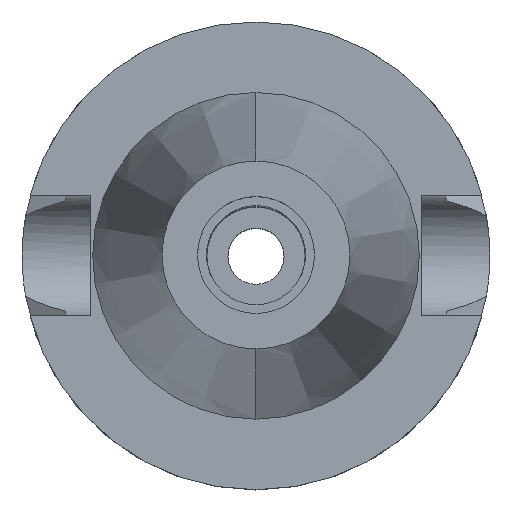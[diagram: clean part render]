
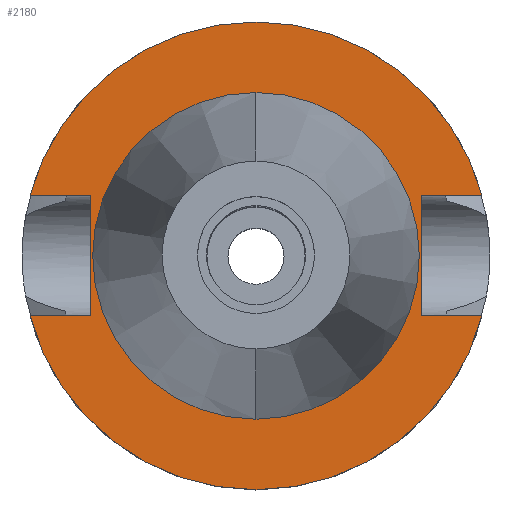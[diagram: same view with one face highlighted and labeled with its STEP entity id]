
A CAD part, top view. The second image highlights one B-rep face of the part: STEP entity #2180.
In plain terms, the highlighted planar face has unit normal (0, 0, 1).
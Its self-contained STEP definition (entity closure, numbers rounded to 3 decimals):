
#828=DIRECTION('',(1.,0.,0.));
#829=VECTOR('',#828,12.921);
#830=CARTESIAN_POINT('',(35.4,12.85,-1.5));
#831=LINE('',#830,#829);
#875=DIRECTION('',(0.,1.,0.));
#876=VECTOR('',#875,25.7);
#877=CARTESIAN_POINT('',(-35.4,-12.85,-1.5));
#878=LINE('',#877,#876);
#882=DIRECTION('',(-1.,0.,0.));
#883=VECTOR('',#882,12.921);
#884=CARTESIAN_POINT('',(-35.4,12.85,-1.5));
#885=LINE('',#884,#883);
#889=CARTESIAN_POINT('',(0.,0.,-1.5));
#890=DIRECTION('',(0.,0.,-1.));
#891=DIRECTION('',(-0.966,0.257,0.));
#892=AXIS2_PLACEMENT_3D('',#889,#890,#891);
#897=CARTESIAN_POINT('',(0.,0.,-1.5));
#898=DIRECTION('',(0.,0.,-1.));
#899=DIRECTION('',(0.,1.,0.));
#900=AXIS2_PLACEMENT_3D('',#897,#898,#899);
#905=DIRECTION('',(0.,-1.,0.));
#906=VECTOR('',#905,25.7);
#907=CARTESIAN_POINT('',(35.4,12.85,-1.5));
#908=LINE('',#907,#906);
#912=DIRECTION('',(1.,0.,0.));
#913=VECTOR('',#912,12.921);
#914=CARTESIAN_POINT('',(35.4,-12.85,-1.5));
#915=LINE('',#914,#913);
#919=CARTESIAN_POINT('',(0.,0.,-1.5));
#920=DIRECTION('',(0.,0.,-1.));
#921=DIRECTION('',(0.966,-0.257,0.));
#922=AXIS2_PLACEMENT_3D('',#919,#920,#921);
#927=CARTESIAN_POINT('',(0.,0.,-1.5));
#928=DIRECTION('',(0.,0.,-1.));
#929=DIRECTION('',(0.,-1.,0.));
#930=AXIS2_PLACEMENT_3D('',#927,#928,#929);
#935=CARTESIAN_POINT('',(0.,0.,-1.5));
#936=DIRECTION('',(0.,0.,1.));
#937=DIRECTION('',(0.,-1.,0.));
#938=AXIS2_PLACEMENT_3D('',#935,#936,#937);
#943=CARTESIAN_POINT('',(0.,0.,-1.5));
#944=DIRECTION('',(0.,0.,1.));
#945=DIRECTION('',(0.,1.,0.));
#946=AXIS2_PLACEMENT_3D('',#943,#944,#945);
#981=DIRECTION('',(-1.,0.,0.));
#982=VECTOR('',#981,12.921);
#983=CARTESIAN_POINT('',(-35.4,-12.85,-1.5));
#984=LINE('',#983,#982);
#1367=CARTESIAN_POINT('',(-35.4,-12.85,-1.5));
#1368=VERTEX_POINT('',#1367);
#1369=CARTESIAN_POINT('',(-48.321,-12.85,-1.5));
#1370=VERTEX_POINT('',#1369);
#1373=CARTESIAN_POINT('',(-35.4,12.85,-1.5));
#1374=VERTEX_POINT('',#1373);
#1375=CARTESIAN_POINT('',(-48.321,12.85,-1.5));
#1376=VERTEX_POINT('',#1375);
#1377=CARTESIAN_POINT('',(0.,50.,-1.5));
#1378=CARTESIAN_POINT('',(48.321,12.85,-1.5));
#1379=VERTEX_POINT('',#1377);
#1380=VERTEX_POINT('',#1378);
#1381=CARTESIAN_POINT('',(35.4,12.85,-1.5));
#1382=VERTEX_POINT('',#1381);
#1383=CARTESIAN_POINT('',(35.4,-12.85,-1.5));
#1384=VERTEX_POINT('',#1383);
#1385=CARTESIAN_POINT('',(48.321,-12.85,-1.5));
#1386=VERTEX_POINT('',#1385);
#1387=CARTESIAN_POINT('',(0.,-50.,-1.5));
#1388=VERTEX_POINT('',#1387);
#1389=CARTESIAN_POINT('',(0.,-34.925,-1.5));
#1390=CARTESIAN_POINT('',(0.,34.925,-1.5));
#1391=VERTEX_POINT('',#1389);
#1392=VERTEX_POINT('',#1390);
#2149=CARTESIAN_POINT('',(0.,0.,-1.5));
#2150=DIRECTION('',(0.,0.,-1.));
#2151=DIRECTION('',(0.,-1.,0.));
#2152=AXIS2_PLACEMENT_3D('',#2149,#2150,#2151);
#2153=PLANE('',#2152);
#2155=ORIENTED_EDGE('',*,*,#2154,.T.);
#2157=ORIENTED_EDGE('',*,*,#2156,.T.);
#2159=ORIENTED_EDGE('',*,*,#2158,.T.);
#2161=ORIENTED_EDGE('',*,*,#2160,.T.);
#2162=ORIENTED_EDGE('',*,*,#2125,.F.);
#2163=ORIENTED_EDGE('',*,*,#2139,.T.);
#2165=ORIENTED_EDGE('',*,*,#2164,.T.);
#2167=ORIENTED_EDGE('',*,*,#2166,.T.);
#2169=ORIENTED_EDGE('',*,*,#2168,.T.);
#2171=ORIENTED_EDGE('',*,*,#2170,.F.);
#2172=EDGE_LOOP('',(#2155,#2157,#2159,#2161,#2162,#2163,#2165,#2167,#2169,
#2171));
#2173=FACE_OUTER_BOUND('',#2172,.F.);
#2175=ORIENTED_EDGE('',*,*,#2174,.T.);
#2177=ORIENTED_EDGE('',*,*,#2176,.T.);
#2178=EDGE_LOOP('',(#2175,#2177));
#2179=FACE_BOUND('',#2178,.F.);
#893=CIRCLE('',#892,50.);
#901=CIRCLE('',#900,50.);
#923=CIRCLE('',#922,50.);
#931=CIRCLE('',#930,50.);
#939=CIRCLE('',#938,34.925);
#947=CIRCLE('',#946,34.925);
#2125=EDGE_CURVE('',#1382,#1380,#831,.T.);
#2139=EDGE_CURVE('',#1382,#1384,#908,.T.);
#2154=EDGE_CURVE('',#1368,#1374,#878,.T.);
#2156=EDGE_CURVE('',#1374,#1376,#885,.T.);
#2158=EDGE_CURVE('',#1376,#1379,#893,.T.);
#2160=EDGE_CURVE('',#1379,#1380,#901,.T.);
#2164=EDGE_CURVE('',#1384,#1386,#915,.T.);
#2166=EDGE_CURVE('',#1386,#1388,#923,.T.);
#2168=EDGE_CURVE('',#1388,#1370,#931,.T.);
#2170=EDGE_CURVE('',#1368,#1370,#984,.T.);
#2174=EDGE_CURVE('',#1391,#1392,#939,.T.);
#2176=EDGE_CURVE('',#1392,#1391,#947,.T.);
#2180=ADVANCED_FACE('',(#2173,#2179),#2153,.F.);
